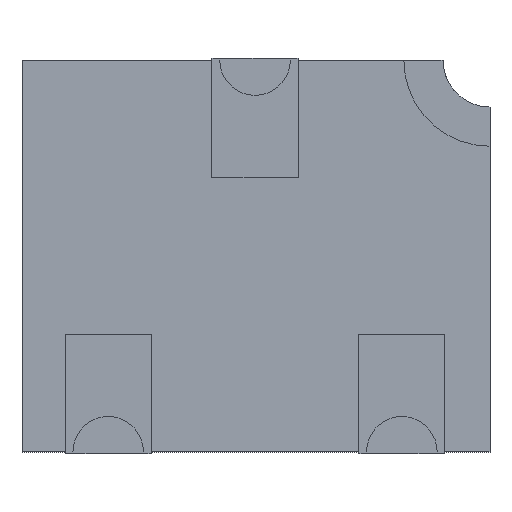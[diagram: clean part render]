
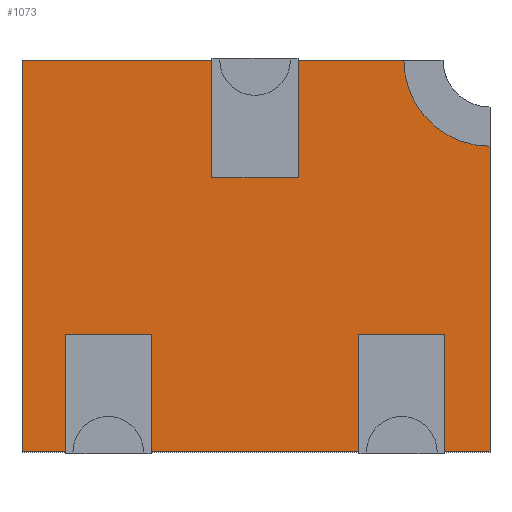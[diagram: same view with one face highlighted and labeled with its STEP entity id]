
A CAD part, top view. The second image highlights one B-rep face of the part: STEP entity #1073.
In plain terms, the highlighted planar face has unit normal (0, 0, 1).
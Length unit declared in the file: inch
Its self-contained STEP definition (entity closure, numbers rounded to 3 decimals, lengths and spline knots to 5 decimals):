
#8 = CARTESIAN_POINT ( 'NONE',  ( 0.022, 0.03, 0. ) ) ;
#16 = ORIENTED_EDGE ( 'NONE', *, *, #707, .T. ) ;
#24 = VERTEX_POINT ( 'NONE', #327 ) ;
#38 = EDGE_CURVE ( 'NONE', #176, #727, #272, .T. ) ;
#45 = ORIENTED_EDGE ( 'NONE', *, *, #422, .T. ) ;
#50 = LINE ( 'NONE', #949, #863 ) ;
#55 = CARTESIAN_POINT ( 'NONE',  ( 0.097, 0., 0. ) ) ;
#78 = CARTESIAN_POINT ( 'NONE',  ( 0.097, 0.03, 0. ) ) ;
#84 = CARTESIAN_POINT ( 'NONE',  ( 0.075, 0., 0. ) ) ;
#86 = DIRECTION ( 'NONE',  ( 1., 0., 0. ) ) ;
#119 = AXIS2_PLACEMENT_3D ( 'NONE', #177, #825, #86 ) ;
#128 = FACE_OUTER_BOUND ( 'NONE', #1014, .T. ) ;
#129 = DIRECTION ( 'NONE',  ( 0., 1., 0. ) ) ;
#137 = VECTOR ( 'NONE', #802, 39.37008 ) ;
#142 = VERTEX_POINT ( 'NONE', #993 ) ;
#166 = CARTESIAN_POINT ( 'NONE',  ( 0.0595, 0.07, 0. ) ) ;
#173 = VECTOR ( 'NONE', #1052, 39.37008 ) ;
#176 = VERTEX_POINT ( 'NONE', #216 ) ;
#177 = CARTESIAN_POINT ( 'NONE',  ( 0.1085, 0.1, 0. ) ) ;
#183 = DIRECTION ( 'NONE',  ( 0., 1., 0. ) ) ;
#184 = EDGE_CURVE ( 'NONE', #385, #204, #1130, .T. ) ;
#194 = LINE ( 'NONE', #231, #835 ) ;
#200 = CARTESIAN_POINT ( 'NONE',  ( -0.011, 0.1, 0. ) ) ;
#204 = VERTEX_POINT ( 'NONE', #84 ) ;
#213 = EDGE_CURVE ( 'NONE', #712, #1177, #194, .T. ) ;
#216 = CARTESIAN_POINT ( 'NONE',  ( 0.1085, 0., 0. ) ) ;
#231 = CARTESIAN_POINT ( 'NONE',  ( 0.0595, 0.07, 0. ) ) ;
#232 = VECTOR ( 'NONE', #625, 39.37008 ) ;
#235 = CARTESIAN_POINT ( 'NONE',  ( 0.097, 0., 0. ) ) ;
#255 = ORIENTED_EDGE ( 'NONE', *, *, #1358, .T. ) ;
#268 = ORIENTED_EDGE ( 'NONE', *, *, #1156, .F. ) ;
#272 = LINE ( 'NONE', #446, #1074 ) ;
#286 = DIRECTION ( 'NONE',  ( 1., 0., 0. ) ) ;
#288 = EDGE_CURVE ( 'NONE', #1314, #1470, #455, .T. ) ;
#327 = CARTESIAN_POINT ( 'NONE',  ( 0., 0., 0. ) ) ;
#330 = CARTESIAN_POINT ( 'NONE',  ( -0.011, 0., 0. ) ) ;
#342 = ORIENTED_EDGE ( 'NONE', *, *, #1222, .F. ) ;
#347 = DIRECTION ( 'NONE',  ( 0., -1., 0. ) ) ;
#376 = EDGE_CURVE ( 'NONE', #1138, #1198, #1249, .T. ) ;
#385 = VERTEX_POINT ( 'NONE', #1554 ) ;
#395 = ORIENTED_EDGE ( 'NONE', *, *, #38, .T. ) ;
#398 = VECTOR ( 'NONE', #1326, 39.37008 ) ;
#404 = DIRECTION ( 'NONE',  ( 0., 0., 1. ) ) ;
#406 = CARTESIAN_POINT ( 'NONE',  ( 0.1085, 0.078, 0. ) ) ;
#411 = CARTESIAN_POINT ( 'NONE',  ( -0.011, 0., 0. ) ) ;
#422 = EDGE_CURVE ( 'NONE', #1376, #1177, #616, .T. ) ;
#423 = ORIENTED_EDGE ( 'NONE', *, *, #780, .F. ) ;
#446 = CARTESIAN_POINT ( 'NONE',  ( 0.1085, 0., 0. ) ) ;
#447 = PLANE ( 'NONE',  #119 ) ;
#455 = LINE ( 'NONE', #502, #719 ) ;
#479 = CARTESIAN_POINT ( 'NONE',  ( 0.022, 0., 0. ) ) ;
#480 = VECTOR ( 'NONE', #1562, 39.37008 ) ;
#481 = CIRCLE ( 'NONE', #1044, 0.022 ) ;
#502 = CARTESIAN_POINT ( 'NONE',  ( 0.0965, 0.1, 0. ) ) ;
#506 = DIRECTION ( 'NONE',  ( 0., 1., 0. ) ) ;
#543 = CARTESIAN_POINT ( 'NONE',  ( 0.0375, 0.07, 0. ) ) ;
#554 = ORIENTED_EDGE ( 'NONE', *, *, #1659, .F. ) ;
#569 = CARTESIAN_POINT ( 'NONE',  ( 0.0375, 0.1, 0. ) ) ;
#595 = ORIENTED_EDGE ( 'NONE', *, *, #376, .F. ) ;
#611 = CARTESIAN_POINT ( 'NONE',  ( 0.1085, 0.1, 0. ) ) ;
#616 = LINE ( 'NONE', #1051, #1591 ) ;
#624 = DIRECTION ( 'NONE',  ( -1., 0., 0. ) ) ;
#625 = DIRECTION ( 'NONE',  ( -1., 0., 0. ) ) ;
#676 = VECTOR ( 'NONE', #129, 39.37008 ) ;
#689 = EDGE_CURVE ( 'NONE', #1601, #24, #1115, .T. ) ;
#690 = ORIENTED_EDGE ( 'NONE', *, *, #729, .F. ) ;
#700 = CARTESIAN_POINT ( 'NONE',  ( -0.011, 0., 0. ) ) ;
#707 = EDGE_CURVE ( 'NONE', #1452, #24, #50, .T. ) ;
#712 = VERTEX_POINT ( 'NONE', #166 ) ;
#719 = VECTOR ( 'NONE', #624, 39.37008 ) ;
#727 = VERTEX_POINT ( 'NONE', #406 ) ;
#729 = EDGE_CURVE ( 'NONE', #142, #712, #1336, .T. ) ;
#742 = LINE ( 'NONE', #55, #398 ) ;
#748 = CARTESIAN_POINT ( 'NONE',  ( 0., 0.03, 0. ) ) ;
#754 = EDGE_CURVE ( 'NONE', #1138, #204, #1152, .T. ) ;
#757 = LINE ( 'NONE', #200, #1546 ) ;
#767 = LINE ( 'NONE', #78, #1522 ) ;
#780 = EDGE_CURVE ( 'NONE', #1606, #1199, #742, .T. ) ;
#785 = VECTOR ( 'NONE', #1534, 39.37008 ) ;
#788 = DIRECTION ( 'NONE',  ( 0., -1., 0. ) ) ;
#802 = DIRECTION ( 'NONE',  ( 1., 0., 0. ) ) ;
#825 = DIRECTION ( 'NONE',  ( 0., 0., 1. ) ) ;
#835 = VECTOR ( 'NONE', #506, 39.37008 ) ;
#863 = VECTOR ( 'NONE', #286, 39.37008 ) ;
#949 = CARTESIAN_POINT ( 'NONE',  ( -0.011, 0., 0. ) ) ;
#956 = DIRECTION ( 'NONE',  ( 1., 0., 0. ) ) ;
#965 = VECTOR ( 'NONE', #788, 39.37008 ) ;
#973 = CARTESIAN_POINT ( 'NONE',  ( -0.011, 0.1, 0. ) ) ;
#993 = CARTESIAN_POINT ( 'NONE',  ( 0.0375, 0.07, 0. ) ) ;
#1014 = EDGE_LOOP ( 'NONE', ( #1140, #595, #1276, #1234, #554, #423, #255, #395, #268, #45, #1150, #690, #342, #1614, #1064, #16, #1223 ) ) ;
#1044 = AXIS2_PLACEMENT_3D ( 'NONE', #611, #404, #956 ) ;
#1051 = CARTESIAN_POINT ( 'NONE',  ( 0.0965, 0.1, 0. ) ) ;
#1052 = DIRECTION ( 'NONE',  ( 1., 0., 0. ) ) ;
#1064 = ORIENTED_EDGE ( 'NONE', *, *, #1164, .T. ) ;
#1069 = DIRECTION ( 'NONE',  ( 0., -1., 0. ) ) ;
#1073 = ADVANCED_FACE ( 'NONE', ( #128 ), #447, .T. ) ;
#1074 = VECTOR ( 'NONE', #183, 39.37008 ) ;
#1088 = LINE ( 'NONE', #1168, #232 ) ;
#1106 = CARTESIAN_POINT ( 'NONE',  ( 0.075, 0., 0. ) ) ;
#1115 = LINE ( 'NONE', #1296, #965 ) ;
#1124 = DIRECTION ( 'NONE',  ( -1., 0., 0. ) ) ;
#1130 = LINE ( 'NONE', #1106, #1630 ) ;
#1138 = VERTEX_POINT ( 'NONE', #479 ) ;
#1140 = ORIENTED_EDGE ( 'NONE', *, *, #1263, .F. ) ;
#1150 = ORIENTED_EDGE ( 'NONE', *, *, #213, .F. ) ;
#1152 = LINE ( 'NONE', #411, #480 ) ;
#1156 = EDGE_CURVE ( 'NONE', #1376, #727, #481, .T. ) ;
#1163 = LINE ( 'NONE', #700, #137 ) ;
#1164 = EDGE_CURVE ( 'NONE', #1470, #1452, #757, .T. ) ;
#1168 = CARTESIAN_POINT ( 'NONE',  ( 0.022, 0.03, 0. ) ) ;
#1177 = VERTEX_POINT ( 'NONE', #1288 ) ;
#1179 = CARTESIAN_POINT ( 'NONE',  ( 0.022, 0., 0. ) ) ;
#1198 = VERTEX_POINT ( 'NONE', #8 ) ;
#1199 = VERTEX_POINT ( 'NONE', #1658 ) ;
#1222 = EDGE_CURVE ( 'NONE', #1314, #142, #1389, .T. ) ;
#1223 = ORIENTED_EDGE ( 'NONE', *, *, #689, .F. ) ;
#1234 = ORIENTED_EDGE ( 'NONE', *, *, #184, .F. ) ;
#1249 = LINE ( 'NONE', #1179, #676 ) ;
#1263 = EDGE_CURVE ( 'NONE', #1198, #1601, #1088, .T. ) ;
#1276 = ORIENTED_EDGE ( 'NONE', *, *, #754, .T. ) ;
#1278 = CARTESIAN_POINT ( 'NONE',  ( 0.0375, 0.07, 0. ) ) ;
#1288 = CARTESIAN_POINT ( 'NONE',  ( 0.0595, 0.1, 0. ) ) ;
#1296 = CARTESIAN_POINT ( 'NONE',  ( 0., 0., 0. ) ) ;
#1309 = DIRECTION ( 'NONE',  ( -1., 0., 0. ) ) ;
#1314 = VERTEX_POINT ( 'NONE', #569 ) ;
#1326 = DIRECTION ( 'NONE',  ( 0., 1., 0. ) ) ;
#1327 = CARTESIAN_POINT ( 'NONE',  ( 0.0865, 0.1, 0. ) ) ;
#1336 = LINE ( 'NONE', #543, #173 ) ;
#1358 = EDGE_CURVE ( 'NONE', #1606, #176, #1163, .T. ) ;
#1376 = VERTEX_POINT ( 'NONE', #1327 ) ;
#1389 = LINE ( 'NONE', #1278, #785 ) ;
#1452 = VERTEX_POINT ( 'NONE', #330 ) ;
#1470 = VERTEX_POINT ( 'NONE', #973 ) ;
#1522 = VECTOR ( 'NONE', #1124, 39.37008 ) ;
#1534 = DIRECTION ( 'NONE',  ( 0., -1., 0. ) ) ;
#1546 = VECTOR ( 'NONE', #1069, 39.37008 ) ;
#1554 = CARTESIAN_POINT ( 'NONE',  ( 0.075, 0.03, 0. ) ) ;
#1562 = DIRECTION ( 'NONE',  ( 1., 0., 0. ) ) ;
#1591 = VECTOR ( 'NONE', #1309, 39.37008 ) ;
#1601 = VERTEX_POINT ( 'NONE', #748 ) ;
#1606 = VERTEX_POINT ( 'NONE', #235 ) ;
#1614 = ORIENTED_EDGE ( 'NONE', *, *, #288, .T. ) ;
#1630 = VECTOR ( 'NONE', #347, 39.37008 ) ;
#1658 = CARTESIAN_POINT ( 'NONE',  ( 0.097, 0.03, 0. ) ) ;
#1659 = EDGE_CURVE ( 'NONE', #1199, #385, #767, .T. ) ;
